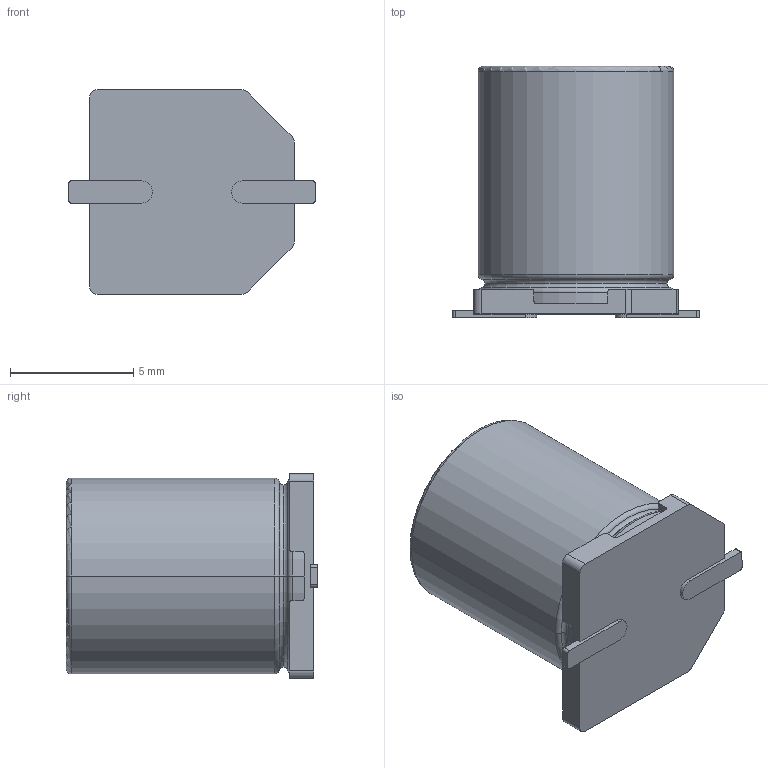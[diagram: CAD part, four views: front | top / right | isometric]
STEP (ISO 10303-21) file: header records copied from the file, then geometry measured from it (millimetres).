
FILE_DESCRIPTION (( 'STEP AP214' ), '1' );
FILE_NAME ('User Library-cap electrolytic.STEP', '2017-12-15T02:51:14', ( '' ), ( '' ), 'SwSTEP 2.0', 'SolidWorks 2018', '' );
FILE_SCHEMA (( 'AUTOMOTIVE_DESIGN' ));
Length unit declared in the file: millimetre
Products named in the file (1): User Library-cap electrolytic
Bounding box: 10 x 10.2 x 8.3 mm (x, y, z)
Volume: 510.3 mm3; surface area: 551.7 mm2
Topology: 5 solids, 5 shells, 131 faces, 321 edges, 188 vertices
Faces by surface type: plane 47, cylinder 47, torus 21, sphere 8, bspline 8
Entity records: 4093 total; most frequent: CARTESIAN_POINT 935, DIRECTION 691, ORIENTED_EDGE 626, EDGE_CURVE 313, AXIS2_PLACEMENT_3D 270, VERTEX_POINT 188, VECTOR 151, LINE 151
